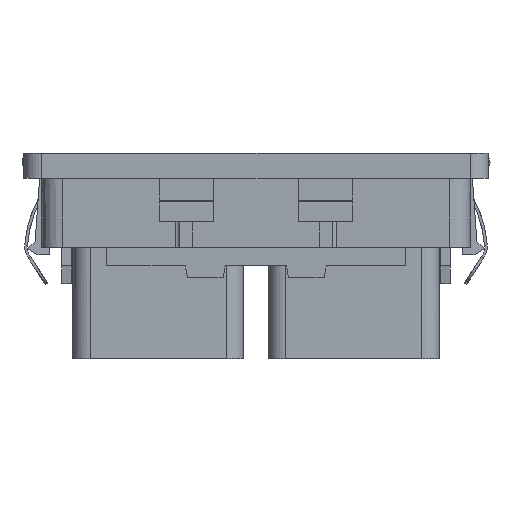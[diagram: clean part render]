
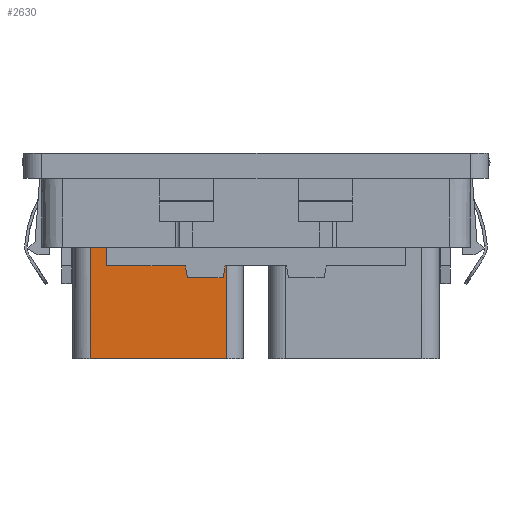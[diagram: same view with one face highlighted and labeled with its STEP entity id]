
A CAD part, front view. The second image highlights one B-rep face of the part: STEP entity #2630.
In plain terms, the highlighted planar face has unit normal (0, -1, 0).
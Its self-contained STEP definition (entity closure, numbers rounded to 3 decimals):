
#2578=AXIS2_PLACEMENT_3D('Plane Axis2P3D',#2575,#2576,#2577) ;
#961=CARTESIAN_POINT('Vertex',(22.65,59.75,0.)) ;
#964=CARTESIAN_POINT('Line Origine',(15.1,59.75,0.)) ;
#968=CARTESIAN_POINT('Vertex',(7.55,59.75,0.)) ;
#2559=CARTESIAN_POINT('Vertex',(22.65,59.75,20.)) ;
#2562=CARTESIAN_POINT('Line Origine',(22.65,59.75,10.)) ;
#2575=CARTESIAN_POINT('Axis2P3D Location',(22.65,59.75,20.)) ;
#2580=CARTESIAN_POINT('Line Origine',(15.083,59.75,12.35)) ;
#2584=CARTESIAN_POINT('Vertex',(15.8,59.75,12.35)) ;
#2586=CARTESIAN_POINT('Vertex',(14.365,59.75,12.35)) ;
#2589=CARTESIAN_POINT('Line Origine',(14.332,59.75,16.175)) ;
#2593=CARTESIAN_POINT('Vertex',(14.298,59.75,20.)) ;
#2596=CARTESIAN_POINT('Line Origine',(10.924,59.75,20.)) ;
#2600=CARTESIAN_POINT('Vertex',(7.55,59.75,20.)) ;
#2603=CARTESIAN_POINT('Line Origine',(7.55,59.75,10.)) ;
#2608=CARTESIAN_POINT('Line Origine',(19.258,59.75,20.)) ;
#2612=CARTESIAN_POINT('Vertex',(15.867,59.75,20.)) ;
#2615=CARTESIAN_POINT('Line Origine',(15.833,59.75,16.175)) ;
#965=DIRECTION('Vector Direction',(-1.,0.,0.)) ;
#2563=DIRECTION('Vector Direction',(0.,0.,-1.)) ;
#2576=DIRECTION('Axis2P3D Direction',(0.,-1.,0.)) ;
#2577=DIRECTION('Axis2P3D XDirection',(-1.,0.,0.)) ;
#2581=DIRECTION('Vector Direction',(-1.,0.,0.)) ;
#2590=DIRECTION('Vector Direction',(0.009,0.,-1.)) ;
#2597=DIRECTION('Vector Direction',(-1.,0.,0.)) ;
#2604=DIRECTION('Vector Direction',(0.,0.,-1.)) ;
#2609=DIRECTION('Vector Direction',(-1.,0.,0.)) ;
#2616=DIRECTION('Vector Direction',(-0.009,0.,-1.)) ;
#966=VECTOR('Line Direction',#965,1.) ;
#2564=VECTOR('Line Direction',#2563,1.) ;
#2582=VECTOR('Line Direction',#2581,1.) ;
#2591=VECTOR('Line Direction',#2590,1.) ;
#2598=VECTOR('Line Direction',#2597,1.) ;
#2605=VECTOR('Line Direction',#2604,1.) ;
#2610=VECTOR('Line Direction',#2609,1.) ;
#2617=VECTOR('Line Direction',#2616,1.) ;
#2621=ORIENTED_EDGE('',*,*,#2588,.T.) ;
#2622=ORIENTED_EDGE('',*,*,#2595,.F.) ;
#2623=ORIENTED_EDGE('',*,*,#2602,.T.) ;
#2624=ORIENTED_EDGE('',*,*,#2607,.T.) ;
#2625=ORIENTED_EDGE('',*,*,#970,.F.) ;
#2626=ORIENTED_EDGE('',*,*,#2566,.F.) ;
#2627=ORIENTED_EDGE('',*,*,#2614,.T.) ;
#2628=ORIENTED_EDGE('',*,*,#2619,.T.) ;
#2630=ADVANCED_FACE('Hauptk\X2\00F6\X0\rper',(#2629),#2579,.T.) ;
#970=EDGE_CURVE('',#962,#969,#967,.T.) ;
#2566=EDGE_CURVE('',#2560,#962,#2565,.T.) ;
#2588=EDGE_CURVE('',#2585,#2587,#2583,.T.) ;
#2595=EDGE_CURVE('',#2594,#2587,#2592,.T.) ;
#2602=EDGE_CURVE('',#2594,#2601,#2599,.T.) ;
#2607=EDGE_CURVE('',#2601,#969,#2606,.T.) ;
#2614=EDGE_CURVE('',#2560,#2613,#2611,.T.) ;
#2619=EDGE_CURVE('',#2613,#2585,#2618,.T.) ;
#2620=EDGE_LOOP('',(#2621,#2622,#2623,#2624,#2625,#2626,#2627,#2628)) ;
#2629=FACE_OUTER_BOUND('',#2620,.T.) ;
#967=LINE('Line',#964,#966) ;
#2565=LINE('Line',#2562,#2564) ;
#2583=LINE('Line',#2580,#2582) ;
#2592=LINE('Line',#2589,#2591) ;
#2599=LINE('Line',#2596,#2598) ;
#2606=LINE('Line',#2603,#2605) ;
#2611=LINE('Line',#2608,#2610) ;
#2618=LINE('Line',#2615,#2617) ;
#2579=PLANE('',#2578) ;
#962=VERTEX_POINT('',#961) ;
#969=VERTEX_POINT('',#968) ;
#2560=VERTEX_POINT('',#2559) ;
#2585=VERTEX_POINT('',#2584) ;
#2587=VERTEX_POINT('',#2586) ;
#2594=VERTEX_POINT('',#2593) ;
#2601=VERTEX_POINT('',#2600) ;
#2613=VERTEX_POINT('',#2612) ;
